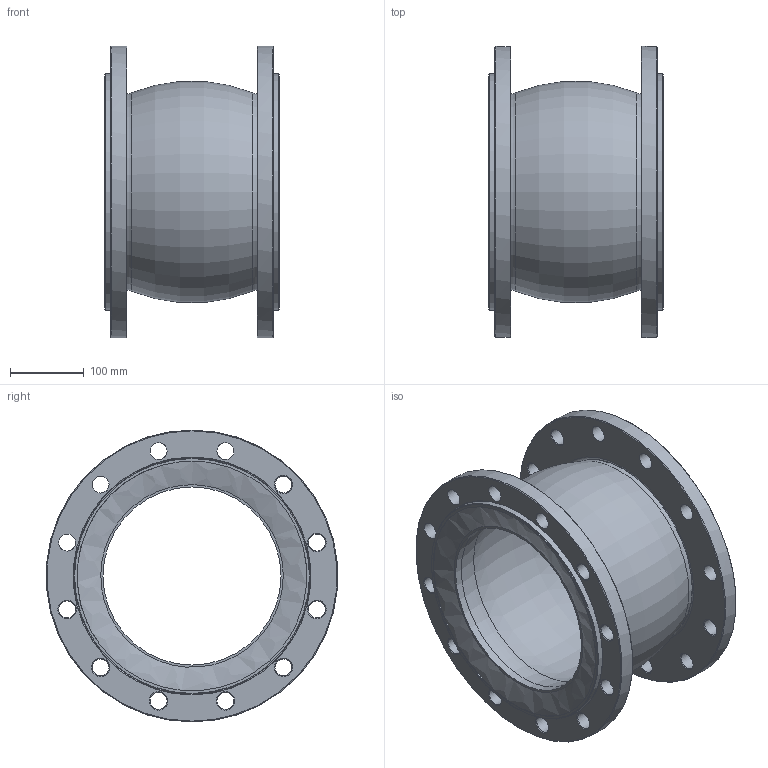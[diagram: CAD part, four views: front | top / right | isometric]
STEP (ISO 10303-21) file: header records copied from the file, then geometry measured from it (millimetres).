
FILE_DESCRIPTION(('HOOPS Exchange Step'),'2;1');
FILE_NAME('KP01_DN250.stp','2025-12-08T09:52:42+01:00',('nieru'),('Unknown organisation'),'HOOPS Exchange 2024.2','HOOPS Exchange','Unknown authorisation');
FILE_SCHEMA( ('AP203_CONFIGURATION_CONTROLLED_3D_DESIGN_OF_MECHANICAL_PARTS_AND_ASSEMBLIES_MIM_LF') );
Length unit declared in the file: millimetre
Products named in the file (3): 0; root
Assembly tree (2 placements, depth 3):
  root
    0
      0
Bounding box: 236 x 393.92 x 395 mm (x, y, z)
Volume: 5350843.3 mm3; surface area: 898274.2 mm2
Topology: 3 solids, 3 shells, 108 faces, 346 edges, 252 vertices
Faces by surface type: cone 40, cylinder 38, plane 14, torus 8, bspline 8
Full cylindrical faces by diameter (mm): 23 x24, 241 x2, 265 x4, 318 x2, 320 x4, 395 x2
Entity records: 37258 total; most frequent: CARTESIAN_POINT 34211, ORIENTED_EDGE 692, DIRECTION 498, EDGE_CURVE 346, VERTEX_POINT 252, AXIS2_PLACEMENT_3D 207, EDGE_LOOP 170, FACE_BOUND 170
